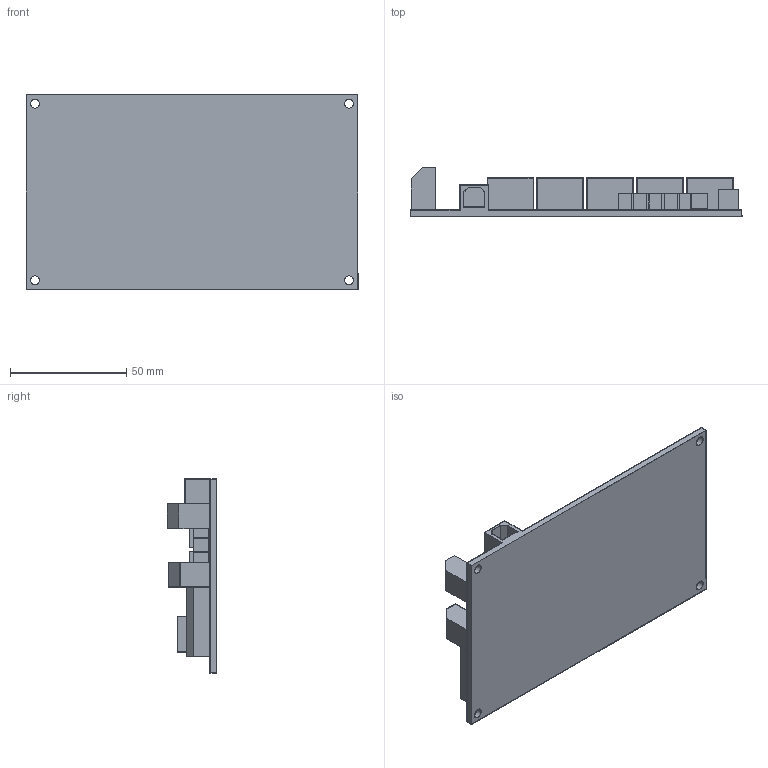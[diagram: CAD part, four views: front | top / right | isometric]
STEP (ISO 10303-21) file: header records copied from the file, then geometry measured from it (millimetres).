
FILE_DESCRIPTION(/* description */ (''),/* implementation_level */ '2;1');
FILE_NAME(/* name */ 'MKS Base 1.4 v2.step',/* time_stamp */ '2018-01-05T18:31:18+08:00',/* author */ (''),/* organization */ (''),/* preprocessor_version */ 'ST-DEVELOPER v16.13',/* originating_system */ 'Autodesk Translation Framework v6.5.0.72',/* authorisation */ '');
FILE_SCHEMA (('AUTOMOTIVE_DESIGN { 1 0 10303 214 3 1 1 }'));
Length unit declared in the file: millimetre
Products named in the file (2): MKS Base 1.4; MKS 1.4 Board
Assembly tree (1 placements, depth 2):
  MKS Base 1.4
    MKS 1.4 Board
Bounding box: 143 x 21.3 x 83.9 mm (x, y, z)
Volume: 3992.3 mm3; surface area: 138740.7 mm2
Topology: 8 solids, 8 shells, 394 faces, 987 edges, 658 vertices
Faces by surface type: plane 378, cylinder 16
Full cylindrical faces by diameter (mm): 3.8 x4, 3.86 x4, 4.14 x4, 4.2 x4
Entity records: 11704 total; most frequent: CARTESIAN_POINT 2042, ORIENTED_EDGE 1974, DIRECTION 1813, EDGE_CURVE 987, LINE 955, VECTOR 955, VERTEX_POINT 658, EDGE_LOOP 479
